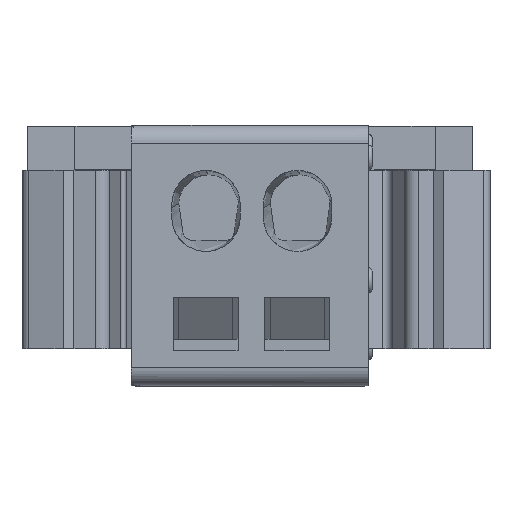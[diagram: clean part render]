
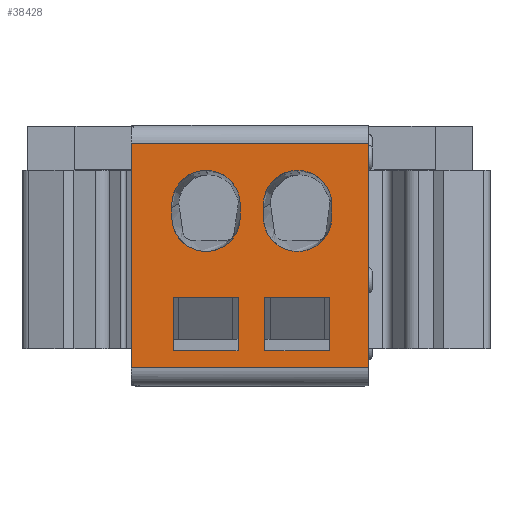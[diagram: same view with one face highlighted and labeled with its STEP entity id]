
A CAD part, left-side view. The second image highlights one B-rep face of the part: STEP entity #38428.
In plain terms, the highlighted planar face has unit normal (-1, 0, 0).
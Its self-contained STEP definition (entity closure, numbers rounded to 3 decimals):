
#580=CIRCLE('',#38981,1.9);
#581=CIRCLE('',#38984,1.9);
#584=CIRCLE('',#38989,1.9);
#585=CIRCLE('',#38992,1.9);
#922=CIRCLE('',#40076,1.9);
#923=CIRCLE('',#40080,1.9);
#924=CIRCLE('',#40087,1.9);
#925=CIRCLE('',#40091,1.9);
#2846=LINE('',#57845,#5868);
#2848=LINE('',#57860,#5870);
#2852=LINE('',#57872,#5874);
#2856=LINE('',#57880,#5878);
#2858=LINE('',#57884,#5880);
#2864=LINE('',#57894,#5886);
#2865=LINE('',#57896,#5887);
#2867=LINE('',#57911,#5889);
#2871=LINE('',#57923,#5893);
#2875=LINE('',#57931,#5897);
#2877=LINE('',#57935,#5899);
#2883=LINE('',#57945,#5905);
#2884=LINE('',#57951,#5906);
#3210=LINE('',#58813,#6232);
#3211=LINE('',#58818,#6233);
#3212=LINE('',#58820,#6234);
#5868=VECTOR('',#44902,1000.);
#5870=VECTOR('',#44910,1000.);
#5874=VECTOR('',#44922,1000.);
#5878=VECTOR('',#44928,1000.);
#5880=VECTOR('',#44932,1000.);
#5886=VECTOR('',#44940,1000.);
#5887=VECTOR('',#44943,1000.);
#5889=VECTOR('',#44951,1000.);
#5893=VECTOR('',#44963,1000.);
#5897=VECTOR('',#44969,1000.);
#5899=VECTOR('',#44973,1000.);
#5905=VECTOR('',#44981,1000.);
#5906=VECTOR('',#44988,1000.);
#6232=VECTOR('',#45826,1000.);
#6233=VECTOR('',#45833,1000.);
#6234=VECTOR('',#45834,1000.);
#12205=ORIENTED_EDGE('',*,*,#17858,.T.);
#12206=ORIENTED_EDGE('',*,*,#15537,.T.);
#12207=ORIENTED_EDGE('',*,*,#17856,.T.);
#12208=ORIENTED_EDGE('',*,*,#15539,.T.);
#12209=ORIENTED_EDGE('',*,*,#17863,.T.);
#12210=ORIENTED_EDGE('',*,*,#17860,.T.);
#12211=ORIENTED_EDGE('',*,*,#17881,.T.);
#12212=ORIENTED_EDGE('',*,*,#15557,.T.);
#12213=ORIENTED_EDGE('',*,*,#17879,.T.);
#12214=ORIENTED_EDGE('',*,*,#15559,.T.);
#12215=ORIENTED_EDGE('',*,*,#17886,.T.);
#12216=ORIENTED_EDGE('',*,*,#17883,.T.);
#12217=ORIENTED_EDGE('',*,*,#18336,.F.);
#12218=ORIENTED_EDGE('',*,*,#18337,.F.);
#12219=ORIENTED_EDGE('',*,*,#17904,.T.);
#12220=ORIENTED_EDGE('',*,*,#18333,.F.);
#12221=ORIENTED_EDGE('',*,*,#17866,.F.);
#12222=ORIENTED_EDGE('',*,*,#17878,.T.);
#12223=ORIENTED_EDGE('',*,*,#17872,.F.);
#12224=ORIENTED_EDGE('',*,*,#17870,.F.);
#12225=ORIENTED_EDGE('',*,*,#17889,.F.);
#12226=ORIENTED_EDGE('',*,*,#17901,.T.);
#12227=ORIENTED_EDGE('',*,*,#17895,.F.);
#12228=ORIENTED_EDGE('',*,*,#17893,.F.);
#15537=EDGE_CURVE('',#19656,#19659,#580,.T.);
#15539=EDGE_CURVE('',#19662,#19660,#581,.T.);
#15557=EDGE_CURVE('',#19676,#19679,#584,.T.);
#15559=EDGE_CURVE('',#19682,#19680,#585,.T.);
#17856=EDGE_CURVE('',#19659,#19662,#2846,.T.);
#17858=EDGE_CURVE('',#21284,#19656,#922,.T.);
#17860=EDGE_CURVE('',#21285,#21284,#2848,.T.);
#17863=EDGE_CURVE('',#19660,#21285,#923,.T.);
#17866=EDGE_CURVE('',#21288,#21289,#2852,.T.);
#17870=EDGE_CURVE('',#21289,#21292,#2856,.T.);
#17872=EDGE_CURVE('',#21292,#21293,#2858,.T.);
#17878=EDGE_CURVE('',#21288,#21293,#2864,.T.);
#17879=EDGE_CURVE('',#19679,#19682,#2865,.T.);
#17881=EDGE_CURVE('',#21296,#19676,#924,.T.);
#17883=EDGE_CURVE('',#21297,#21296,#2867,.T.);
#17886=EDGE_CURVE('',#19680,#21297,#925,.T.);
#17889=EDGE_CURVE('',#21300,#21301,#2871,.T.);
#17893=EDGE_CURVE('',#21301,#21304,#2875,.T.);
#17895=EDGE_CURVE('',#21304,#21305,#2877,.T.);
#17901=EDGE_CURVE('',#21300,#21305,#2883,.T.);
#17904=EDGE_CURVE('',#21308,#21309,#2884,.T.);
#18333=EDGE_CURVE('',#21582,#21309,#3210,.T.);
#18336=EDGE_CURVE('',#21583,#21582,#3211,.T.);
#18337=EDGE_CURVE('',#21308,#21583,#3212,.T.);
#19656=VERTEX_POINT('',#48666);
#19659=VERTEX_POINT('',#48679);
#19660=VERTEX_POINT('',#48683);
#19662=VERTEX_POINT('',#48686);
#19676=VERTEX_POINT('',#48739);
#19679=VERTEX_POINT('',#48752);
#19680=VERTEX_POINT('',#48756);
#19682=VERTEX_POINT('',#48759);
#21284=VERTEX_POINT('',#57857);
#21285=VERTEX_POINT('',#57861);
#21288=VERTEX_POINT('',#57871);
#21289=VERTEX_POINT('',#57873);
#21292=VERTEX_POINT('',#57881);
#21293=VERTEX_POINT('',#57885);
#21296=VERTEX_POINT('',#57908);
#21297=VERTEX_POINT('',#57912);
#21300=VERTEX_POINT('',#57922);
#21301=VERTEX_POINT('',#57924);
#21304=VERTEX_POINT('',#57932);
#21305=VERTEX_POINT('',#57936);
#21308=VERTEX_POINT('',#57948);
#21309=VERTEX_POINT('',#57950);
#21582=VERTEX_POINT('',#58814);
#21583=VERTEX_POINT('',#58819);
#23781=EDGE_LOOP('',(#12205,#12206,#12207,#12208,#12209,#12210));
#23782=EDGE_LOOP('',(#12211,#12212,#12213,#12214,#12215,#12216));
#23783=EDGE_LOOP('',(#12217,#12218,#12219,#12220));
#23784=EDGE_LOOP('',(#12221,#12222,#12223,#12224));
#23785=EDGE_LOOP('',(#12225,#12226,#12227,#12228));
#25427=FACE_BOUND('',#23781,.T.);
#25428=FACE_BOUND('',#23782,.T.);
#25429=FACE_BOUND('',#23783,.T.);
#25430=FACE_BOUND('',#23784,.T.);
#25431=FACE_BOUND('',#23785,.T.);
#26671=PLANE('',#40357);
#38428=ADVANCED_FACE('',(#25427,#25428,#25429,#25430,#25431),#26671,.T.);
#38981=AXIS2_PLACEMENT_3D('',#48680,#41101,#41102);
#38984=AXIS2_PLACEMENT_3D('',#48685,#41107,#41108);
#38989=AXIS2_PLACEMENT_3D('',#48753,#41124,#41125);
#38992=AXIS2_PLACEMENT_3D('',#48758,#41130,#41131);
#40076=AXIS2_PLACEMENT_3D('',#57856,#44905,#44906);
#40080=AXIS2_PLACEMENT_3D('',#57865,#44916,#44917);
#40087=AXIS2_PLACEMENT_3D('',#57907,#44946,#44947);
#40091=AXIS2_PLACEMENT_3D('',#57916,#44957,#44958);
#40357=AXIS2_PLACEMENT_3D('',#58817,#45831,#45832);
#41101=DIRECTION('',(1.,0.,0.));
#41102=DIRECTION('',(0.,1.,0.));
#41107=DIRECTION('',(1.,0.,0.));
#41108=DIRECTION('',(0.,-1.,0.));
#41124=DIRECTION('',(1.,0.,0.));
#41125=DIRECTION('',(0.,1.,0.));
#41130=DIRECTION('',(1.,0.,0.));
#41131=DIRECTION('',(0.,-1.,0.));
#44902=DIRECTION('',(0.,0.,-1.));
#44905=DIRECTION('',(1.,0.,0.));
#44906=DIRECTION('',(0.,1.,0.));
#44910=DIRECTION('',(0.,0.,1.));
#44916=DIRECTION('',(1.,0.,0.));
#44917=DIRECTION('',(0.,-1.,0.));
#44922=DIRECTION('',(0.,0.,-1.));
#44928=DIRECTION('',(0.,-1.,0.));
#44932=DIRECTION('',(0.,0.,1.));
#44940=DIRECTION('',(0.,-1.,0.));
#44943=DIRECTION('',(0.,0.,-1.));
#44946=DIRECTION('',(1.,0.,0.));
#44947=DIRECTION('',(0.,1.,0.));
#44951=DIRECTION('',(0.,0.,1.));
#44957=DIRECTION('',(1.,0.,0.));
#44958=DIRECTION('',(0.,-1.,0.));
#44963=DIRECTION('',(0.,0.,-1.));
#44969=DIRECTION('',(0.,-1.,0.));
#44973=DIRECTION('',(0.,0.,1.));
#44981=DIRECTION('',(0.,-1.,0.));
#44988=DIRECTION('',(0.,0.,-1.));
#45826=DIRECTION('',(0.,1.,0.));
#45831=DIRECTION('',(-1.,0.,0.));
#45832=DIRECTION('',(0.,0.,1.));
#45833=DIRECTION('',(0.,0.,-1.));
#45834=DIRECTION('',(0.,-1.,0.));
#48666=CARTESIAN_POINT('',(-13.075,7.505,-2.5));
#48679=CARTESIAN_POINT('',(-13.075,5.605,-4.4));
#48680=CARTESIAN_POINT('',(-13.075,7.505,-4.4));
#48683=CARTESIAN_POINT('',(-13.075,7.505,-7.));
#48685=CARTESIAN_POINT('',(-13.075,7.505,-5.1));
#48686=CARTESIAN_POINT('',(-13.075,5.605,-5.1));
#48739=CARTESIAN_POINT('',(-13.075,2.425,-2.5));
#48752=CARTESIAN_POINT('',(-13.075,0.525,-4.4));
#48753=CARTESIAN_POINT('',(-13.075,2.425,-4.4));
#48756=CARTESIAN_POINT('',(-13.075,2.425,-7.));
#48758=CARTESIAN_POINT('',(-13.075,2.425,-5.1));
#48759=CARTESIAN_POINT('',(-13.075,0.525,-5.1));
#57845=CARTESIAN_POINT('',(-13.075,5.605,-5.1));
#57856=CARTESIAN_POINT('',(-13.075,7.505,-4.4));
#57857=CARTESIAN_POINT('',(-13.075,9.405,-4.4));
#57860=CARTESIAN_POINT('',(-13.075,9.405,-5.1));
#57861=CARTESIAN_POINT('',(-13.075,9.405,-5.1));
#57865=CARTESIAN_POINT('',(-13.075,7.505,-5.1));
#57871=CARTESIAN_POINT('',(-13.075,9.33,-9.547));
#57872=CARTESIAN_POINT('',(-13.075,9.33,-9.347));
#57873=CARTESIAN_POINT('',(-13.075,9.33,-12.5));
#57880=CARTESIAN_POINT('',(-13.075,9.33,-12.5));
#57881=CARTESIAN_POINT('',(-13.075,5.73,-12.5));
#57884=CARTESIAN_POINT('',(-13.075,5.73,-9.347));
#57885=CARTESIAN_POINT('',(-13.075,5.73,-9.547));
#57894=CARTESIAN_POINT('',(-13.075,35.773,-9.547));
#57896=CARTESIAN_POINT('',(-13.075,0.525,-5.1));
#57907=CARTESIAN_POINT('',(-13.075,2.425,-4.4));
#57908=CARTESIAN_POINT('',(-13.075,4.325,-4.4));
#57911=CARTESIAN_POINT('',(-13.075,4.325,-5.1));
#57912=CARTESIAN_POINT('',(-13.075,4.325,-5.1));
#57916=CARTESIAN_POINT('',(-13.075,2.425,-5.1));
#57922=CARTESIAN_POINT('',(-13.075,4.25,-9.547));
#57923=CARTESIAN_POINT('',(-13.075,4.25,-9.347));
#57924=CARTESIAN_POINT('',(-13.075,4.25,-12.5));
#57931=CARTESIAN_POINT('',(-13.075,4.25,-12.5));
#57932=CARTESIAN_POINT('',(-13.075,0.65,-12.5));
#57935=CARTESIAN_POINT('',(-13.075,0.65,-9.347));
#57936=CARTESIAN_POINT('',(-13.075,0.65,-9.547));
#57945=CARTESIAN_POINT('',(-13.075,30.693,-9.547));
#57948=CARTESIAN_POINT('',(-13.075,11.66,-1.));
#57950=CARTESIAN_POINT('',(-13.075,11.66,-13.45));
#57951=CARTESIAN_POINT('',(-13.075,11.66,-1.));
#58813=CARTESIAN_POINT('',(-13.075,0.,-13.45));
#58814=CARTESIAN_POINT('',(-13.075,-1.5,-13.45));
#58817=CARTESIAN_POINT('',(-13.075,5.08,0.));
#58818=CARTESIAN_POINT('',(-13.075,-1.5,-1.));
#58819=CARTESIAN_POINT('',(-13.075,-1.5,-1.));
#58820=CARTESIAN_POINT('',(-13.075,11.66,-1.));
